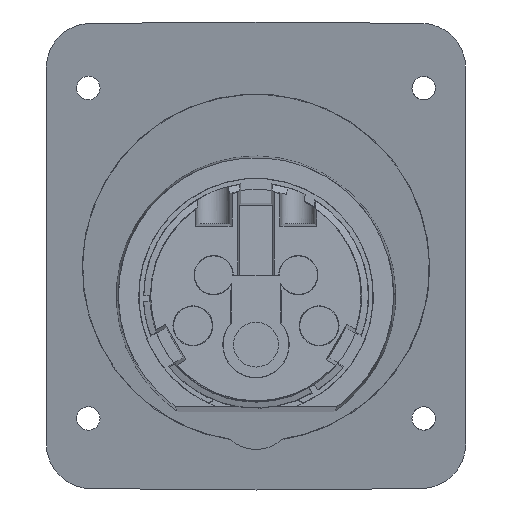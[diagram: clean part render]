
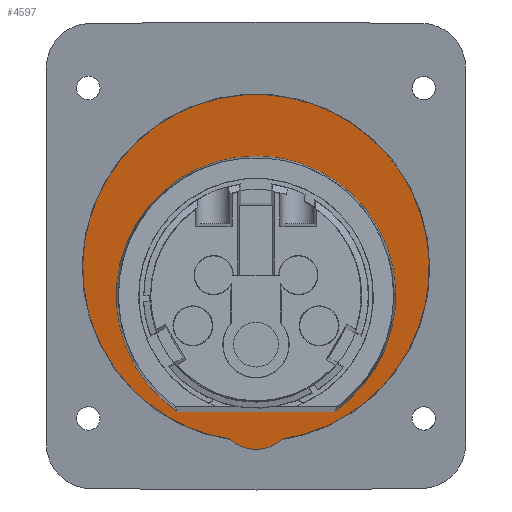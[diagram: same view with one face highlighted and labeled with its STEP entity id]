
A CAD part, left-side view. The second image highlights one B-rep face of the part: STEP entity #4597.
In plain terms, the highlighted planar face has unit normal (-0.985, 0, -0.174).
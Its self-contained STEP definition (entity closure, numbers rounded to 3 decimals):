
#168=CARTESIAN_POINT('',(145.949,12.885,0.467));
#188=CARTESIAN_POINT('',(146.811,-5.826,-4.42));
#189=CARTESIAN_POINT('',(146.755,-7.874,-4.101));
#190=CARTESIAN_POINT('',(146.57,-11.902,-3.053));
#191=CARTESIAN_POINT('',(146.086,-17.513,
-0.31));
#192=CARTESIAN_POINT('',(145.416,-22.462,3.494));
#193=CARTESIAN_POINT('',(144.583,-26.564,8.216));
#194=CARTESIAN_POINT('',(143.623,-29.641,13.662));
#195=CARTESIAN_POINT('',(142.571,-31.572,19.624));
#196=CARTESIAN_POINT('',(141.473,-32.274,25.854));
#197=CARTESIAN_POINT('',(140.371,-31.715,32.103));
#198=CARTESIAN_POINT('',(139.311,-29.917,38.117));
#199=CARTESIAN_POINT('',(138.336,-26.955,43.644));
#200=CARTESIAN_POINT('',(137.485,-22.946,48.469));
#201=CARTESIAN_POINT('',(136.794,-18.064,52.387));
#202=CARTESIAN_POINT('',(136.289,-12.498,55.252));
#203=CARTESIAN_POINT('',(135.99,-6.485,56.947));
#204=CARTESIAN_POINT('',(135.909,-0.257,57.41));
#205=CARTESIAN_POINT('',(136.047,5.936,56.625));
#206=CARTESIAN_POINT('',(136.4,11.845,54.625));
#207=CARTESIAN_POINT('',(136.953,17.245,51.485));
#208=CARTESIAN_POINT('',(137.685,21.91,47.334));
#209=CARTESIAN_POINT('',(138.568,25.662,42.326));
#210=CARTESIAN_POINT('',(139.566,28.34,36.67));
#211=CARTESIAN_POINT('',(140.639,29.837,30.581));
#212=CARTESIAN_POINT('',(141.744,30.087,24.315));
#213=CARTESIAN_POINT('',(142.836,29.077,18.122));
#214=CARTESIAN_POINT('',(143.871,26.849,12.254));
#215=CARTESIAN_POINT('',(144.805,23.496,6.957));
#216=CARTESIAN_POINT('',(145.602,19.151,2.436));
#217=CARTESIAN_POINT('',(146.202,14.222,-0.966));
#218=CARTESIAN_POINT('',(146.609,8.998,-3.276));
#219=CARTESIAN_POINT('',(146.762,5.478,-4.141));
#220=CARTESIAN_POINT('',(146.811,3.694,-4.419));
#222=DIRECTION('',(0.,-1.,0.));
#223=VECTOR('',#222,27.901);
#224=CARTESIAN_POINT('',(145.949,12.885,0.467));
#225=LINE('',#224,#223);
#241=CARTESIAN_POINT('',(146.811,-5.826,-4.42));
#242=CARTESIAN_POINT('',(146.876,-5.43,-4.787));
#243=CARTESIAN_POINT('',(146.977,-4.636,-5.36));
#244=CARTESIAN_POINT('',(147.106,-3.049,-6.093));
#245=CARTESIAN_POINT('',(147.163,-1.066,-6.417));
#246=CARTESIAN_POINT('',(147.106,0.917,-6.093));
#247=CARTESIAN_POINT('',(146.977,2.504,-5.36));
#248=CARTESIAN_POINT('',(146.876,3.297,-4.787));
#249=CARTESIAN_POINT('',(146.811,3.694,-4.42));
#2087=CARTESIAN_POINT('',(145.949,12.885,0.467));
#2088=CARTESIAN_POINT('',(145.867,13.576,0.932));
#2089=CARTESIAN_POINT('',(145.692,14.906,1.927));
#2090=CARTESIAN_POINT('',(145.394,16.752,3.617));
#2091=CARTESIAN_POINT('',(145.065,18.419,5.483));
#2092=CARTESIAN_POINT('',(144.707,19.895,7.512));
#2093=CARTESIAN_POINT('',(144.325,21.162,9.679));
#2094=CARTESIAN_POINT('',(143.922,22.206,11.966));
#2095=CARTESIAN_POINT('',(143.501,23.018,14.352));
#2096=CARTESIAN_POINT('',(143.068,23.586,16.808));
#2097=CARTESIAN_POINT('',(142.626,23.904,19.313));
#2098=CARTESIAN_POINT('',(142.181,23.969,21.836));
#2099=CARTESIAN_POINT('',(141.737,23.778,24.356));
#2100=CARTESIAN_POINT('',(141.299,23.336,26.838));
#2101=CARTESIAN_POINT('',(140.871,22.646,29.265));
#2102=CARTESIAN_POINT('',(140.459,21.719,31.603));
#2103=CARTESIAN_POINT('',(140.066,20.562,33.834));
#2104=CARTESIAN_POINT('',(139.695,19.19,35.937));
#2105=CARTESIAN_POINT('',(139.351,17.618,37.886));
#2106=CARTESIAN_POINT('',(139.037,15.86,39.668));
#2107=CARTESIAN_POINT('',(138.756,13.939,41.26));
#2108=CARTESIAN_POINT('',(138.511,11.87,42.654));
#2109=CARTESIAN_POINT('',(138.303,9.681,43.831));
#2110=CARTESIAN_POINT('',(138.135,7.385,44.784));
#2111=CARTESIAN_POINT('',(138.008,5.015,45.504));
#2112=CARTESIAN_POINT('',(137.923,2.587,45.985));
#2113=CARTESIAN_POINT('',(137.881,0.12,46.226));
#2114=CARTESIAN_POINT('',(137.882,-2.355,46.22));
#2115=CARTESIAN_POINT('',(137.926,-4.823,45.97));
#2116=CARTESIAN_POINT('',(138.013,-7.251,45.478));
#2117=CARTESIAN_POINT('',(138.142,-9.624,44.746));
#2118=CARTESIAN_POINT('',(138.311,-11.911,43.784));
#2119=CARTESIAN_POINT('',(138.521,-14.097,42.596));
#2120=CARTESIAN_POINT('',(138.768,-16.157,41.196));
#2121=CARTESIAN_POINT('',(139.05,-18.07,39.596));
#2122=CARTESIAN_POINT('',(139.365,-19.821,37.807));
#2123=CARTESIAN_POINT('',(139.71,-21.384,35.85));
#2124=CARTESIAN_POINT('',(140.082,-22.749,33.74));
#2125=CARTESIAN_POINT('',(140.477,-23.896,31.503));
#2126=CARTESIAN_POINT('',(140.891,-24.815,29.156));
#2127=CARTESIAN_POINT('',(141.318,-25.493,26.73));
#2128=CARTESIAN_POINT('',(141.757,-25.924,24.245));
#2129=CARTESIAN_POINT('',(142.2,-26.103,21.728));
#2130=CARTESIAN_POINT('',(142.645,-26.028,19.206));
#2131=CARTESIAN_POINT('',(143.087,-25.699,16.702));
#2132=CARTESIAN_POINT('',(143.519,-25.12,14.249));
#2133=CARTESIAN_POINT('',(143.939,-24.298,11.865));
#2134=CARTESIAN_POINT('',(144.342,-23.243,9.582));
#2135=CARTESIAN_POINT('',(144.724,-21.965,7.417));
#2136=CARTESIAN_POINT('',(145.081,-20.478,5.393));
#2137=CARTESIAN_POINT('',(145.408,-18.807,3.538));
#2138=CARTESIAN_POINT('',(145.705,-16.948,1.854));
#2139=CARTESIAN_POINT('',(145.872,-15.67,
0.906));
#2140=CARTESIAN_POINT('',(145.949,-15.017,
0.467));
#2142=CARTESIAN_POINT('',(145.949,-15.017,
0.467));
#3848=VERTEX_POINT('',#241);
#3849=VERTEX_POINT('',#249);
#3920=VERTEX_POINT('',#168);
#3922=VERTEX_POINT('',#2142);
#4581=CARTESIAN_POINT('',(133.735,-1.066,69.737));
#4582=DIRECTION('',(0.985,0.,0.174));
#4583=DIRECTION('',(0.174,0.,-0.985));
#4584=AXIS2_PLACEMENT_3D('',#4581,#4582,#4583);
#4585=PLANE('',#4584);
#4587=ORIENTED_EDGE('',*,*,#4586,.T.);
#4589=ORIENTED_EDGE('',*,*,#4588,.F.);
#4590=EDGE_LOOP('',(#4587,#4589));
#4591=FACE_OUTER_BOUND('',#4590,.F.);
#4592=ORIENTED_EDGE('',*,*,#4565,.T.);
#4594=ORIENTED_EDGE('',*,*,#4593,.F.);
#4595=EDGE_LOOP('',(#4592,#4594));
#4596=FACE_BOUND('',#4595,.F.);
#4597=ADVANCED_FACE('',(#4591,#4596),#4585,.F.);
#221=B_SPLINE_CURVE_WITH_KNOTS('',3,(#188,#189,#190,#191,#192,#193,#194,#195,
#196,#197,#198,#199,#200,#201,#202,#203,#204,#205,#206,#207,#208,#209,#210,#211,
#212,#213,#214,#215,#216,#217,#218,#219,#220),.UNSPECIFIED.,.F.,.F.,(4,1,1,1,1,
1,1,1,1,1,1,1,1,1,1,1,1,1,1,1,1,1,1,1,1,1,1,1,1,1,4),(0.,0.033,
0.067,0.1,0.134,0.167,
0.201,0.235,0.269,0.303,
0.337,0.371,0.404,0.438,
0.471,0.504,0.538,0.571,
0.604,0.638,0.671,0.705,
0.739,0.773,0.807,0.841,
0.875,0.908,0.942,0.971,1.),
.UNSPECIFIED.);
#250=B_SPLINE_CURVE_WITH_KNOTS('',3,(#241,#242,#243,#244,#245,#246,#247,#248,
#249),.UNSPECIFIED.,.F.,.F.,(4,1,1,1,1,1,4),(0.,0.125,0.25,0.5,0.75,
0.875,1.),.UNSPECIFIED.);
#2141=B_SPLINE_CURVE_WITH_KNOTS('',3,(#2087,#2088,#2089,#2090,#2091,#2092,#2093,
#2094,#2095,#2096,#2097,#2098,#2099,#2100,#2101,#2102,#2103,#2104,#2105,#2106,
#2107,#2108,#2109,#2110,#2111,#2112,#2113,#2114,#2115,#2116,#2117,#2118,#2119,
#2120,#2121,#2122,#2123,#2124,#2125,#2126,#2127,#2128,#2129,#2130,#2131,#2132,
#2133,#2134,#2135,#2136,#2137,#2138,#2139,#2140),.UNSPECIFIED.,.F.,.F.,(4,1,1,1,
1,1,1,1,1,1,1,1,1,1,1,1,1,1,1,1,1,1,1,1,1,1,1,1,1,1,1,1,1,1,1,1,1,1,1,1,1,1,1,1,
1,1,1,1,1,1,1,4),(0.,0.02,0.039,0.059,
0.078,0.098,0.118,0.137,
0.157,0.176,0.196,0.216,
0.235,0.255,0.275,0.294,
0.314,0.333,0.353,0.373,
0.392,0.412,0.431,0.451,
0.471,0.49,0.51,0.529,
0.549,0.569,0.588,0.608,
0.627,0.647,0.667,0.686,
0.706,0.725,0.745,0.765,
0.784,0.804,0.824,0.843,
0.863,0.882,0.902,0.922,
0.941,0.961,0.98,1.),.UNSPECIFIED.);
#4565=EDGE_CURVE('',#3920,#3922,#225,.T.);
#4586=EDGE_CURVE('',#3848,#3849,#250,.T.);
#4588=EDGE_CURVE('',#3848,#3849,#221,.T.);
#4593=EDGE_CURVE('',#3920,#3922,#2141,.T.);
